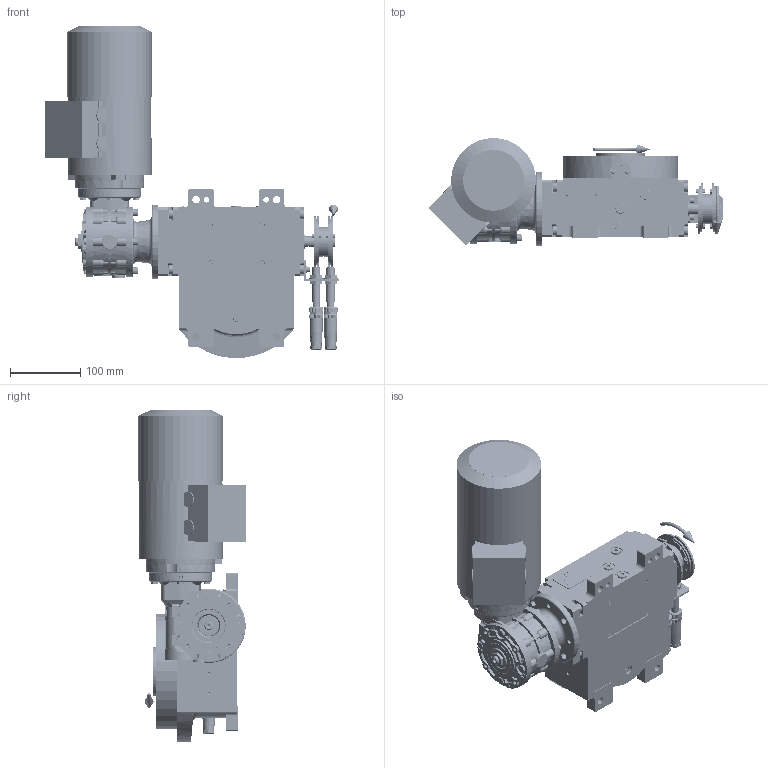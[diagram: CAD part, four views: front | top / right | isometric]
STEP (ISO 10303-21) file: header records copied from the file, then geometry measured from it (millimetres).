
FILE_DESCRIPTION (( 'STEP AP203' ), '1' );
FILE_NAME ('PC5201787.step', '2026-01-22T13:26:06', ( '' ), ( '' ), 'SwSTEP 2.0', 'SolidWorks 2020', '' );
FILE_SCHEMA (( 'CONFIG_CONTROL_DESIGN' ));
Length unit declared in the file: millimetre
Products named in the file (86): cfn2000_01_129; AS_cfn2476_01_001_48x38; rig04_004; CFN2356_03_051.stp; rig04_002_bl_004; cfn2151_01_087; CFN2010_01_006.stp; cfn2077_01_018; cfn2000_01_147; cfn2055_01_002; rig04_071_8_m.stp; cfn2205_01_012; AS_900_38_10_028; cfn2400_04_024; rig04_007_master; CFN2223_01-390X6-B.stp; 900_00_00_005; 900_38_30_003; cfn2128_04_011; AS_rig04_015; PC5201787; CFN2155_01_007.stp; AS_rig04_071_8_m; cfn2115_02_213; cfn2115_02_194; RIG06_021_AF0.stp; cfn2401_02_005; rig04_003_8; AS_900_38_30_003; RIG04_005_AF0.stp; cfn2003_01_063; AS_rig04_002_bl_004; cfn2155_01_055; cfn2000_01_184; cfn2107_01_001; rig04_001_a; RIG04_005_ASM.stp; cfn2128_05_006; freccia_angolare_albero; AS_rig04_004 ...
Assembly tree (83 placements, depth 5):
  CFN2356_03_051.stp
  cfn2151_01_087
  CFN2010_01_006.stp
  cfn2077_01_018
  cfn2205_01_012
Bounding box: 420.63 x 153.49 x 473.81 mm (x, y, z)
Volume: 4795456.5 mm3; surface area: 753919.8 mm2
Topology: 84 solids, 84 shells, 5946 faces, 15099 edges, 9601 vertices
Faces by surface type: plane 2751, cylinder 2027, cone 981, torus 163, bspline 18, sphere 6
Entity records: 164046 total; most frequent: CARTESIAN_POINT 39510, DIRECTION 24402, ORIENTED_EDGE 23948, EDGE_CURVE 11974, AXIS2_PLACEMENT_3D 8978, VERTEX_POINT 7691, LINE 6446, VECTOR 6446
